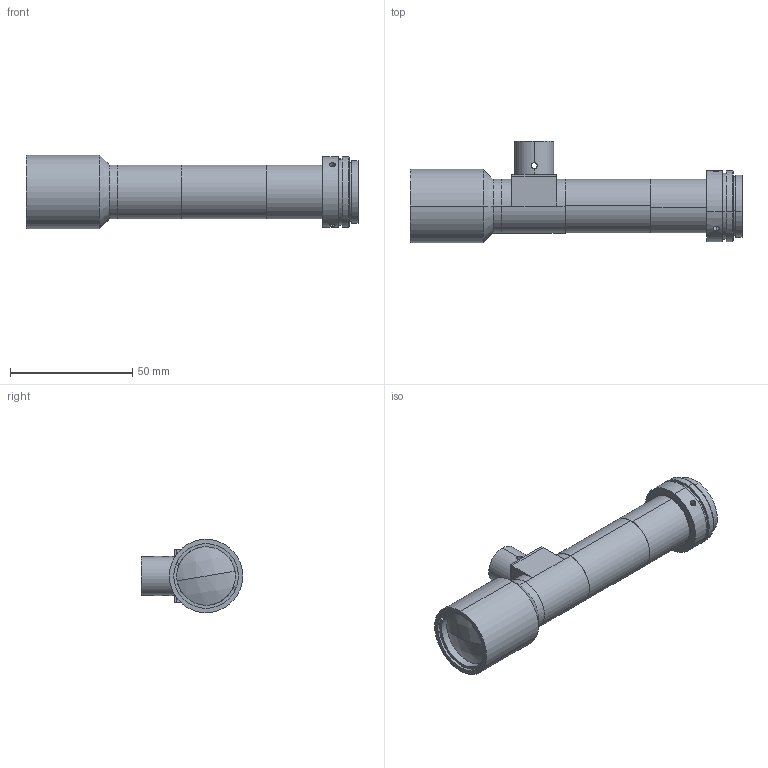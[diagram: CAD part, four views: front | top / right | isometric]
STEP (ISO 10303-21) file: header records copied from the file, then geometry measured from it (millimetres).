
FILE_DESCRIPTION (( 'STEP AP203' ), '1' );
FILE_NAME ('XF-MT3X110D-蚾饜极-20160418V5.STEP', '2016-04-21T06:17:39', ( 'cherishsunshine' ), ( '' ), 'SwSTEP 2.0', 'SolidWorks 2014', '' );
FILE_SCHEMA (( 'CONFIG_CONTROL_DESIGN' ));
Length unit declared in the file: millimetre
Products named in the file (1): XF-MT3X110D-蚾饜极-20160418V5
Bounding box: 135.69 x 41.5 x 30 mm (x, y, z)
Surface area: 17663.2 mm2 (no closed solid volume)
Topology: 0 solids, 9 shells, 109 faces, 278 edges, 183 vertices
Faces by surface type: cylinder 67, plane 34, cone 6, sphere 2
Entity records: 3759 total; most frequent: CARTESIAN_POINT 959, DIRECTION 620, ORIENTED_EDGE 490, EDGE_CURVE 278, AXIS2_PLACEMENT_3D 252, VERTEX_POINT 183, CIRCLE 142, EDGE_LOOP 138
